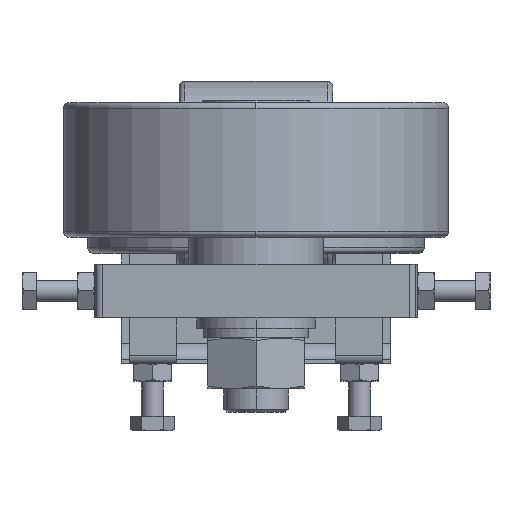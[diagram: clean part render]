
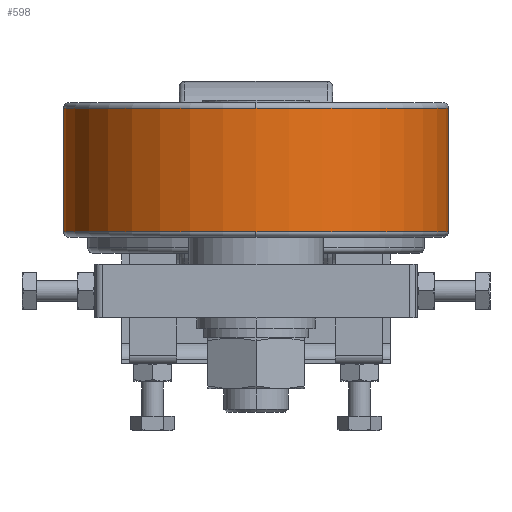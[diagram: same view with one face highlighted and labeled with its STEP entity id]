
A CAD part, left-side view. The second image highlights one B-rep face of the part: STEP entity #598.
In plain terms, the highlighted cylindrical face has radius 71.6 mm (diameter 143.2 mm), a partial arc.
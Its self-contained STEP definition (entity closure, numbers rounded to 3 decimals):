
#598=ADVANCED_FACE('',(#1517),#1518,.T.);
#1517=FACE_OUTER_BOUND('',#2819,.T.);
#1518=CYLINDRICAL_SURFACE('',#2820,71.6);
#2819=EDGE_LOOP('',(#4425,#4426,#4427,#4428,#4429,#4430));
#2820=AXIS2_PLACEMENT_3D('',#4431,#4432,#4433);
#4425=ORIENTED_EDGE('',*,*,#7756,.F.);
#4426=ORIENTED_EDGE('',*,*,#7663,.T.);
#4427=ORIENTED_EDGE('',*,*,#7757,.T.);
#4428=ORIENTED_EDGE('',*,*,#7758,.F.);
#4429=ORIENTED_EDGE('',*,*,#7759,.F.);
#4430=ORIENTED_EDGE('',*,*,#7760,.F.);
#4431=CARTESIAN_POINT('',(65.0,60.0,55.0));
#4432=DIRECTION('',(0.,0.0,-1.0));
#4433=DIRECTION('',(0.0,1.0,0.0));
#7663=EDGE_CURVE('',#9214,#9212,#9215,.T.);
#7756=EDGE_CURVE('',#9214,#9364,#9365,.T.);
#7757=EDGE_CURVE('',#9212,#9366,#9367,.T.);
#7758=EDGE_CURVE('',#9368,#9366,#9369,.T.);
#7759=EDGE_CURVE('',#9370,#9368,#9371,.T.);
#7760=EDGE_CURVE('',#9364,#9370,#9372,.T.);
#9212=VERTEX_POINT('',#11537);
#9214=VERTEX_POINT('',#11539);
#9215=CIRCLE('',#11540,71.6);
#9364=VERTEX_POINT('',#11860);
#9365=LINE('',#11861,#11862);
#9366=VERTEX_POINT('',#11863);
#9367=CIRCLE('',#11864,71.6);
#9368=VERTEX_POINT('',#11865);
#9369=LINE('',#11866,#11867);
#9370=VERTEX_POINT('',#11868);
#9371=CIRCLE('',#11869,71.6);
#9372=CIRCLE('',#11870,71.6);
#11537=CARTESIAN_POINT('',(-6.6,60.0,32.0));
#11539=CARTESIAN_POINT('',(65.0,131.6,32.0));
#11540=AXIS2_PLACEMENT_3D('',#15363,#15364,#15365);
#11860=CARTESIAN_POINT('',(65.0,131.6,78.0));
#11861=CARTESIAN_POINT('',(65.0,131.6,55.0));
#11862=VECTOR('',#15474,1.0);
#11863=CARTESIAN_POINT('',(65.0,-11.6,32.0));
#11864=AXIS2_PLACEMENT_3D('',#15475,#15476,#15477);
#11865=CARTESIAN_POINT('',(65.0,-11.6,78.0));
#11866=CARTESIAN_POINT('',(65.0,-11.6,55.0));
#11867=VECTOR('',#15478,1.0);
#11868=CARTESIAN_POINT('',(-6.6,60.0,78.0));
#11869=AXIS2_PLACEMENT_3D('',#15479,#15480,#15481);
#11870=AXIS2_PLACEMENT_3D('',#15482,#15483,#15484);
#15363=CARTESIAN_POINT('',(65.0,60.0,32.0));
#15364=DIRECTION('',(0.,-0.0,1.0));
#15365=DIRECTION('',(0.0,1.0,0.0));
#15474=DIRECTION('',(0.,-0.0,1.0));
#15475=CARTESIAN_POINT('',(65.0,60.0,32.0));
#15476=DIRECTION('',(0.,-0.0,1.0));
#15477=DIRECTION('',(0.0,1.0,0.0));
#15478=DIRECTION('',(0.,0.0,-1.0));
#15479=CARTESIAN_POINT('',(65.0,60.0,78.0));
#15480=DIRECTION('',(0.,-0.0,1.0));
#15481=DIRECTION('',(0.0,1.0,0.0));
#15482=CARTESIAN_POINT('',(65.0,60.0,78.0));
#15483=DIRECTION('',(0.,-0.0,1.0));
#15484=DIRECTION('',(0.0,1.0,0.0));
